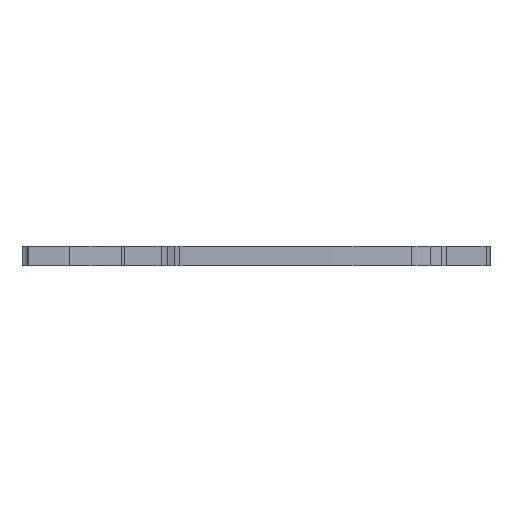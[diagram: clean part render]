
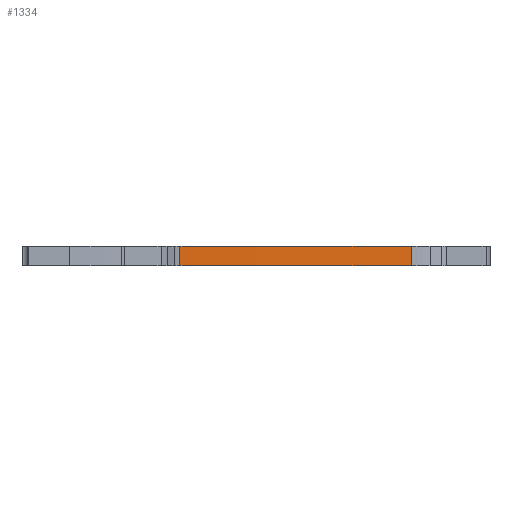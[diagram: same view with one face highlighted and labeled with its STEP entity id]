
A CAD part, left-side view. The second image highlights one B-rep face of the part: STEP entity #1334.
In plain terms, the highlighted cylindrical face has radius 1616.55 mm (diameter 3233.09 mm), a partial arc.
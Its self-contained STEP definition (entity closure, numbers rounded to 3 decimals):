
#89=CIRCLE('',#1468,1616.546);
#90=CIRCLE('',#1469,1616.546);
#139=CYLINDRICAL_SURFACE('',#1467,1616.546);
#198=FACE_OUTER_BOUND('',#265,.T.);
#265=EDGE_LOOP('',(#1056,#1057,#1058,#1059));
#394=LINE('',#2203,#513);
#395=LINE('',#2209,#514);
#513=VECTOR('',#1800,10.);
#514=VECTOR('',#1807,10.);
#637=VERTEX_POINT('',#2199);
#638=VERTEX_POINT('',#2201);
#639=VERTEX_POINT('',#2205);
#640=VERTEX_POINT('',#2207);
#814=EDGE_CURVE('',#637,#638,#394,.T.);
#815=EDGE_CURVE('',#639,#637,#89,.T.);
#816=EDGE_CURVE('',#640,#638,#90,.T.);
#817=EDGE_CURVE('',#639,#640,#395,.T.);
#1056=ORIENTED_EDGE('',*,*,#815,.T.);
#1057=ORIENTED_EDGE('',*,*,#814,.T.);
#1058=ORIENTED_EDGE('',*,*,#816,.F.);
#1059=ORIENTED_EDGE('',*,*,#817,.F.);
#1334=ADVANCED_FACE('',(#198),#139,.F.);
#1467=AXIS2_PLACEMENT_3D('',#2204,#1801,#1802);
#1468=AXIS2_PLACEMENT_3D('',#2206,#1803,#1804);
#1469=AXIS2_PLACEMENT_3D('',#2208,#1805,#1806);
#1800=DIRECTION('',(0.,0.,-1.));
#1801=DIRECTION('center_axis',(0.,0.,-1.));
#1802=DIRECTION('ref_axis',(0.707,0.708,0.));
#1803=DIRECTION('center_axis',(0.,0.,1.));
#1804=DIRECTION('ref_axis',(0.707,0.708,0.));
#1805=DIRECTION('center_axis',(0.,0.,1.));
#1806=DIRECTION('ref_axis',(0.707,0.708,0.));
#1807=DIRECTION('',(0.,0.,-1.));
#2199=CARTESIAN_POINT('',(113.514,63.886,10.));
#2201=CARTESIAN_POINT('',(113.514,63.886,5.));
#2203=CARTESIAN_POINT('',(113.514,63.886,10.));
#2204=CARTESIAN_POINT('Origin',(-967.149,-1138.357,10.));
#2205=CARTESIAN_POINT('',(175.147,5.487,10.));
#2206=CARTESIAN_POINT('Origin',(-967.149,-1138.357,10.));
#2207=CARTESIAN_POINT('',(175.147,5.487,5.));
#2208=CARTESIAN_POINT('Origin',(-967.149,-1138.357,5.));
#2209=CARTESIAN_POINT('',(175.147,5.487,10.));
